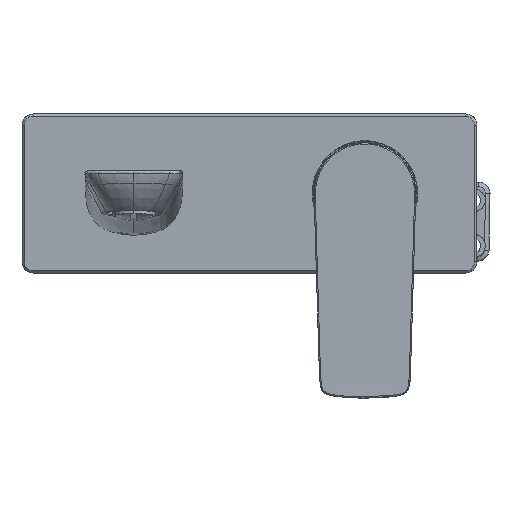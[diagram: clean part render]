
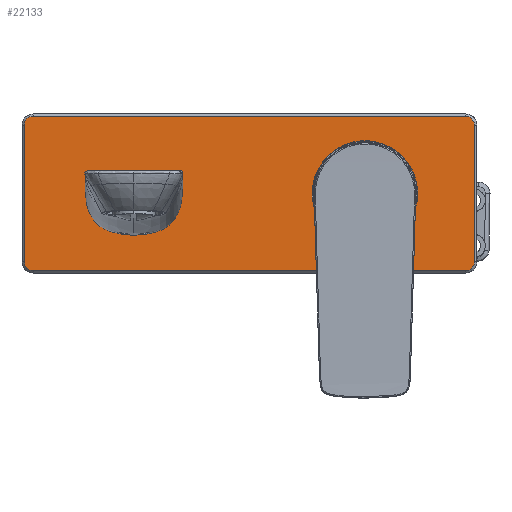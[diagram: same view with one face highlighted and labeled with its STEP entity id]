
A CAD part, front view. The second image highlights one B-rep face of the part: STEP entity #22133.
In plain terms, the highlighted face is planar.
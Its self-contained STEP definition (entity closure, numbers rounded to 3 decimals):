
#386=FACE_BOUND('',#34401,.T.);
#387=FACE_BOUND('',#34402,.T.);
#4501=B_SPLINE_CURVE_WITH_KNOTS('',1,(#167877,#167878),.UNSPECIFIED.,.F.,
 .F.,(2,2),(-60.,0.),.UNSPECIFIED.);
#4502=B_SPLINE_CURVE_WITH_KNOTS('',1,(#167879,#167880),.UNSPECIFIED.,.F.,
 .F.,(2,2),(-190.,0.),.UNSPECIFIED.);
#4503=B_SPLINE_CURVE_WITH_KNOTS('',1,(#167881,#167882),.UNSPECIFIED.,.F.,
 .F.,(2,2),(-60.,0.),.UNSPECIFIED.);
#4504=B_SPLINE_CURVE_WITH_KNOTS('',1,(#167883,#167884),.UNSPECIFIED.,.F.,
 .F.,(2,2),(-190.,0.),.UNSPECIFIED.);
#16197=PLANE('',#104232);
#22133=ADVANCED_FACE('',(#28219,#386,#387),#16197,.T.);
#28219=FACE_OUTER_BOUND('',#34400,.T.);
#34400=EDGE_LOOP('',(#49066,#49067,#49068,#49069,#49070,#49071,#49072,#49073));
#34401=EDGE_LOOP('',(#49074,#49075));
#34402=EDGE_LOOP('',(#49076,#49077));
#49066=ORIENTED_EDGE('',*,*,#77037,.T.);
#49067=ORIENTED_EDGE('',*,*,#77042,.T.);
#49068=ORIENTED_EDGE('',*,*,#77040,.T.);
#49069=ORIENTED_EDGE('',*,*,#77047,.T.);
#49070=ORIENTED_EDGE('',*,*,#77039,.T.);
#49071=ORIENTED_EDGE('',*,*,#77052,.T.);
#49072=ORIENTED_EDGE('',*,*,#77038,.T.);
#49073=ORIENTED_EDGE('',*,*,#77033,.F.);
#49074=ORIENTED_EDGE('',*,*,#77071,.T.);
#49075=ORIENTED_EDGE('',*,*,#77068,.T.);
#49076=ORIENTED_EDGE('',*,*,#77101,.T.);
#49077=ORIENTED_EDGE('',*,*,#77098,.T.);
#77033=EDGE_CURVE('',#93893,#93894,#90017,.T.);
#77037=EDGE_CURVE('',#93893,#93895,#4501,.T.);
#77038=EDGE_CURVE('',#93896,#93894,#4502,.T.);
#77039=EDGE_CURVE('',#93898,#93897,#4503,.T.);
#77040=EDGE_CURVE('',#93900,#93899,#4504,.T.);
#77042=EDGE_CURVE('',#93895,#93900,#90021,.T.);
#77047=EDGE_CURVE('',#93899,#93898,#90025,.T.);
#77052=EDGE_CURVE('',#93897,#93896,#90029,.T.);
#77068=EDGE_CURVE('',#93901,#93902,#90036,.T.);
#77071=EDGE_CURVE('',#93902,#93901,#90039,.T.);
#77098=EDGE_CURVE('',#93903,#93904,#90046,.T.);
#77101=EDGE_CURVE('',#93904,#93903,#90049,.T.);
#90017=(
BOUNDED_CURVE()
B_SPLINE_CURVE(2,(#167865,#167866,#167867),.UNSPECIFIED.,.F.,.F.)
B_SPLINE_CURVE_WITH_KNOTS((3,3),(-6.283,0.),.UNSPECIFIED.)
CURVE()
GEOMETRIC_REPRESENTATION_ITEM()
RATIONAL_B_SPLINE_CURVE((1.,0.707,1.))
REPRESENTATION_ITEM('')
);
#90021=(
BOUNDED_CURVE()
B_SPLINE_CURVE(2,(#167887,#167888,#167889),.UNSPECIFIED.,.F.,.F.)
B_SPLINE_CURVE_WITH_KNOTS((3,3),(0.,6.283),.UNSPECIFIED.)
CURVE()
GEOMETRIC_REPRESENTATION_ITEM()
RATIONAL_B_SPLINE_CURVE((1.,0.707,1.))
REPRESENTATION_ITEM('')
);
#90025=(
BOUNDED_CURVE()
B_SPLINE_CURVE(2,(#167901,#167902,#167903),.UNSPECIFIED.,.F.,.F.)
B_SPLINE_CURVE_WITH_KNOTS((3,3),(0.,6.283),.UNSPECIFIED.)
CURVE()
GEOMETRIC_REPRESENTATION_ITEM()
RATIONAL_B_SPLINE_CURVE((1.,0.707,1.))
REPRESENTATION_ITEM('')
);
#90029=(
BOUNDED_CURVE()
B_SPLINE_CURVE(2,(#167915,#167916,#167917),.UNSPECIFIED.,.F.,.F.)
B_SPLINE_CURVE_WITH_KNOTS((3,3),(0.,6.283),.UNSPECIFIED.)
CURVE()
GEOMETRIC_REPRESENTATION_ITEM()
RATIONAL_B_SPLINE_CURVE((1.,0.707,1.))
REPRESENTATION_ITEM('')
);
#90036=(
BOUNDED_CURVE()
B_SPLINE_CURVE(2,(#167954,#167955,#167956,#167957,#167958),
 .UNSPECIFIED.,.F.,.F.)
B_SPLINE_CURVE_WITH_KNOTS((3,2,3),(0.,12.881,25.761),
 .UNSPECIFIED.)
CURVE()
GEOMETRIC_REPRESENTATION_ITEM()
RATIONAL_B_SPLINE_CURVE((1.,0.707,1.,0.707,1.))
REPRESENTATION_ITEM('')
);
#90039=(
BOUNDED_CURVE()
B_SPLINE_CURVE(2,(#167967,#167968,#167969,#167970,#167971),
 .UNSPECIFIED.,.F.,.F.)
B_SPLINE_CURVE_WITH_KNOTS((3,2,3),(0.,12.881,25.761),
 .UNSPECIFIED.)
CURVE()
GEOMETRIC_REPRESENTATION_ITEM()
RATIONAL_B_SPLINE_CURVE((1.,0.707,1.,0.707,1.))
REPRESENTATION_ITEM('')
);
#90046=(
BOUNDED_CURVE()
B_SPLINE_CURVE(2,(#168040,#168041,#168042,#168043,#168044),
 .UNSPECIFIED.,.F.,.F.)
B_SPLINE_CURVE_WITH_KNOTS((3,2,3),(0.,36.442,72.885),
 .UNSPECIFIED.)
CURVE()
GEOMETRIC_REPRESENTATION_ITEM()
RATIONAL_B_SPLINE_CURVE((1.,0.707,1.,0.707,1.))
REPRESENTATION_ITEM('')
);
#90049=(
BOUNDED_CURVE()
B_SPLINE_CURVE(2,(#168051,#168052,#168053,#168054,#168055),
 .UNSPECIFIED.,.F.,.F.)
B_SPLINE_CURVE_WITH_KNOTS((3,2,3),(0.,36.442,72.885),
 .UNSPECIFIED.)
CURVE()
GEOMETRIC_REPRESENTATION_ITEM()
RATIONAL_B_SPLINE_CURVE((1.,0.707,1.,0.707,1.))
REPRESENTATION_ITEM('')
);
#93893=VERTEX_POINT('',#167764);
#93894=VERTEX_POINT('',#167765);
#93895=VERTEX_POINT('',#167766);
#93896=VERTEX_POINT('',#167767);
#93897=VERTEX_POINT('',#167768);
#93898=VERTEX_POINT('',#167769);
#93899=VERTEX_POINT('',#167770);
#93900=VERTEX_POINT('',#167771);
#93901=VERTEX_POINT('',#167772);
#93902=VERTEX_POINT('',#167773);
#93903=VERTEX_POINT('',#167774);
#93904=VERTEX_POINT('',#167775);
#104232=AXIS2_PLACEMENT_3D('',#167121,#109102,$);
#109102=DIRECTION('',(0.,0.,1.));
#167121=CARTESIAN_POINT('',(-119.08,-41.08,5.));
#167764=CARTESIAN_POINT('',(99.,-30.,5.));
#167765=CARTESIAN_POINT('',(95.,-34.,5.));
#167766=CARTESIAN_POINT('',(99.,30.,5.));
#167767=CARTESIAN_POINT('',(-95.,-34.,5.));
#167768=CARTESIAN_POINT('',(-99.,-30.,5.));
#167769=CARTESIAN_POINT('',(-99.,30.,5.));
#167770=CARTESIAN_POINT('',(-95.,34.,5.));
#167771=CARTESIAN_POINT('',(95.,34.,5.));
#167772=CARTESIAN_POINT('',(-42.6,0.,5.));
#167773=CARTESIAN_POINT('',(-59.,0.,5.));
#167774=CARTESIAN_POINT('',(27.6,0.,5.));
#167775=CARTESIAN_POINT('',(74.,0.,5.));
#167865=CARTESIAN_POINT('',(99.,-30.,5.));
#167866=CARTESIAN_POINT('',(99.,-34.,5.));
#167867=CARTESIAN_POINT('',(95.,-34.,5.));
#167877=CARTESIAN_POINT('',(99.,-30.,5.));
#167878=CARTESIAN_POINT('',(99.,30.,5.));
#167879=CARTESIAN_POINT('',(-95.,-34.,5.));
#167880=CARTESIAN_POINT('',(95.,-34.,5.));
#167881=CARTESIAN_POINT('',(-99.,30.,5.));
#167882=CARTESIAN_POINT('',(-99.,-30.,5.));
#167883=CARTESIAN_POINT('',(95.,34.,5.));
#167884=CARTESIAN_POINT('',(-95.,34.,5.));
#167887=CARTESIAN_POINT('',(99.,30.,5.));
#167888=CARTESIAN_POINT('',(99.,34.,5.));
#167889=CARTESIAN_POINT('',(95.,34.,5.));
#167901=CARTESIAN_POINT('',(-95.,34.,5.));
#167902=CARTESIAN_POINT('',(-99.,34.,5.));
#167903=CARTESIAN_POINT('',(-99.,30.,5.));
#167915=CARTESIAN_POINT('',(-99.,-30.,5.));
#167916=CARTESIAN_POINT('',(-99.,-34.,5.));
#167917=CARTESIAN_POINT('',(-95.,-34.,5.));
#167954=CARTESIAN_POINT('',(-42.6,0.,5.));
#167955=CARTESIAN_POINT('',(-42.6,-8.2,5.));
#167956=CARTESIAN_POINT('',(-50.8,-8.2,5.));
#167957=CARTESIAN_POINT('',(-59.,-8.2,5.));
#167958=CARTESIAN_POINT('',(-59.,0.,5.));
#167967=CARTESIAN_POINT('',(-59.,0.,5.));
#167968=CARTESIAN_POINT('',(-59.,8.2,5.));
#167969=CARTESIAN_POINT('',(-50.8,8.2,5.));
#167970=CARTESIAN_POINT('',(-42.6,8.2,5.));
#167971=CARTESIAN_POINT('',(-42.6,0.,5.));
#168040=CARTESIAN_POINT('',(27.6,0.,5.));
#168041=CARTESIAN_POINT('',(27.6,23.2,5.));
#168042=CARTESIAN_POINT('',(50.8,23.2,5.));
#168043=CARTESIAN_POINT('',(74.,23.2,5.));
#168044=CARTESIAN_POINT('',(74.,0.,5.));
#168051=CARTESIAN_POINT('',(74.,0.,5.));
#168052=CARTESIAN_POINT('',(74.,-23.2,5.));
#168053=CARTESIAN_POINT('',(50.8,-23.2,5.));
#168054=CARTESIAN_POINT('',(27.6,-23.2,5.));
#168055=CARTESIAN_POINT('',(27.6,0.,5.));
